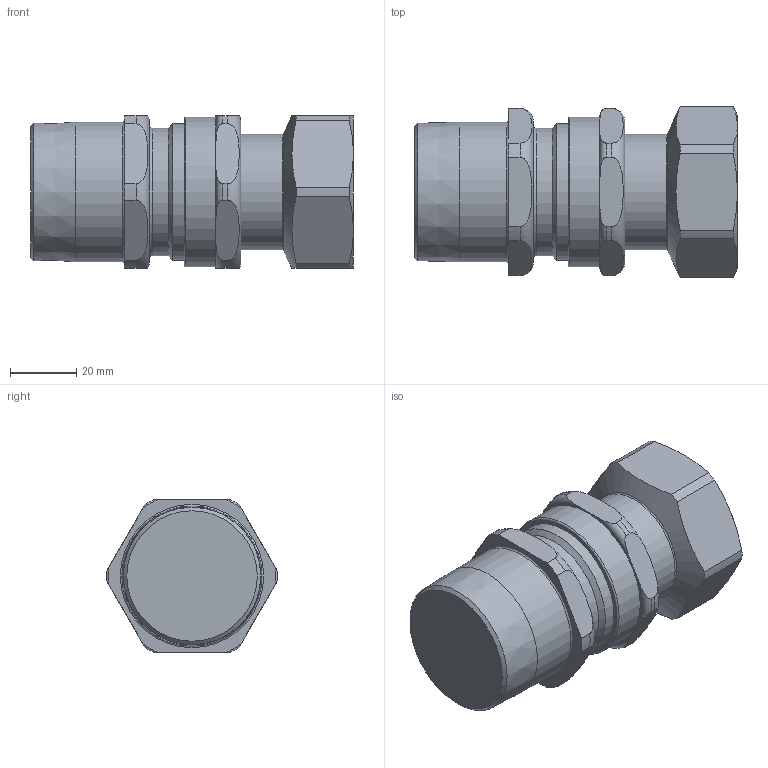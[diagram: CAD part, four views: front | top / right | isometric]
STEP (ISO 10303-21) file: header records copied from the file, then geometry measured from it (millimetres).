
FILE_DESCRIPTION(/* description */ (''),/* implementation_level */ '2;1');
FILE_NAME(/* name */ '114 C_1_1_4_NPT.stp',/* time_stamp */ '2021-04-20T23:14:50+06:00',/* author */ ('vinaykumark'),/* organization */ (''),/* preprocessor_version */ 'ST-DEVELOPER v18',/* originating_system */ 'Autodesk Inventor 2020',/* authorisation */ '');
FILE_SCHEMA (('AUTOMOTIVE_DESIGN { 1 0 10303 214 3 1 1 }'));
Length unit declared in the file: inch
Products named in the file (1): 114 C_1_1_4_NPT
Bounding box: 97.27 x 51.5 x 46 mm (x, y, z)
Volume: 157578.4 mm3; surface area: 31938.9 mm2
Topology: 5 solids, 5 shells, 94 faces, 255 edges, 176 vertices
Faces by surface type: plane 33, cylinder 28, torus 18, cone 15
Full cylindrical faces by diameter (mm): 26.5 x1, 32.9 x1, 34.85 x2, 35.4 x2, 38.4 x1, 41.275 x1, 42.16 x1, 45.15 x1
Entity records: 3598 total; most frequent: CARTESIAN_POINT 1016, DIRECTION 537, ORIENTED_EDGE 510, EDGE_CURVE 255, AXIS2_PLACEMENT_3D 235, VERTEX_POINT 176, CIRCLE 140, EDGE_LOOP 99
